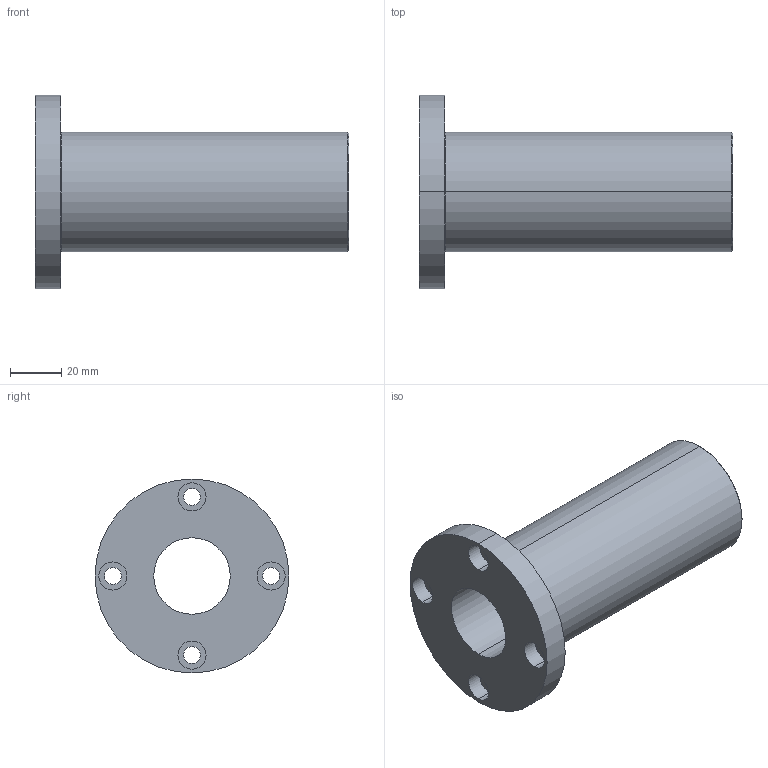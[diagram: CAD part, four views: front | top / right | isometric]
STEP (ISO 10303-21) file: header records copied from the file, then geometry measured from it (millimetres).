
FILE_DESCRIPTION (( 'STEP AP203' ), '1' );
FILE_NAME ('LMEF30LUU.STEP', '2014-08-08T12:05:28', ( 'Ovidiu Buiga' ), ( '' ), 'SwSTEP 2.0', 'SolidWorks 2010', '' );
FILE_SCHEMA (( 'CONFIG_CONTROL_DESIGN' ));
Length unit declared in the file: millimetre
Products named in the file (1): LMEF30LUU
Bounding box: 123 x 76 x 76 mm (x, y, z)
Volume: 151559.1 mm3; surface area: 39349.7 mm2
Topology: 1 solids, 1 shells, 37 faces, 82 edges, 54 vertices
Faces by surface type: cylinder 26, plane 9, cone 2
Entity records: 1151 total; most frequent: DIRECTION 212, CARTESIAN_POINT 174, ORIENTED_EDGE 164, AXIS2_PLACEMENT_3D 92, EDGE_CURVE 82, EDGE_LOOP 54, CIRCLE 54, VERTEX_POINT 54
